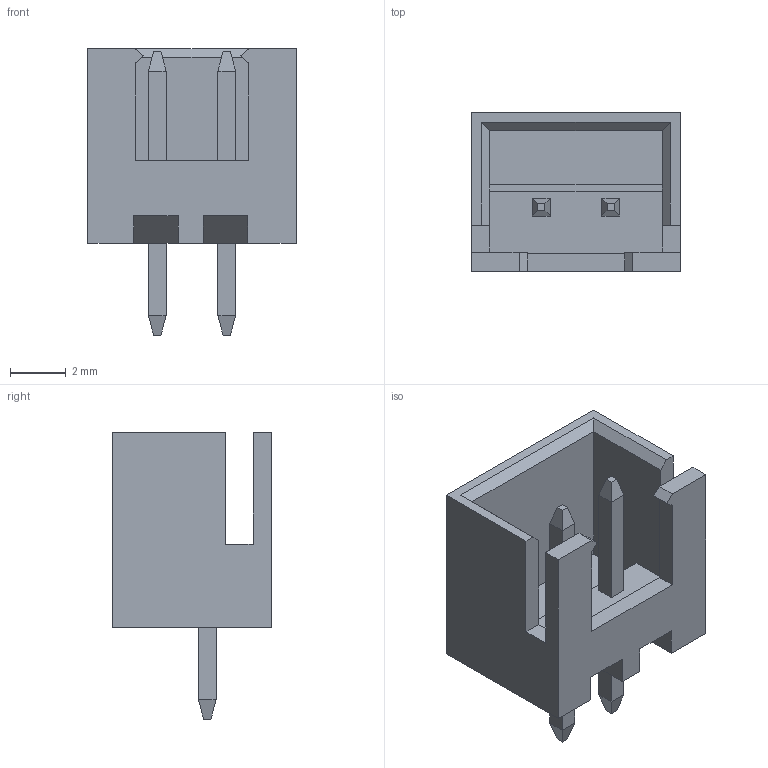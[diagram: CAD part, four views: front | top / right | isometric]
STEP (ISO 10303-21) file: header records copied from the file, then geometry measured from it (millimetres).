
FILE_DESCRIPTION (( 'STEP AP214' ), '1' );
FILE_NAME ('User Library-PW10-XX-M black.STEP', '2021-06-04T04:26:15', ( '' ), ( '' ), 'SwSTEP 2.0', 'SolidWorks 2021', '' );
FILE_SCHEMA (( 'AUTOMOTIVE_DESIGN' ));
Length unit declared in the file: millimetre
Products named in the file (1): User Library-PW10-XX-M black
Bounding box: 7.5 x 5.7 x 10.3 mm (x, y, z)
Volume: 136.2 mm3; surface area: 394.7 mm2
Topology: 1 solids, 1 shells, 79 faces, 201 edges, 128 vertices
Faces by surface type: plane 79
Entity records: 3214 total; most frequent: CARTESIAN_POINT 409, ORIENTED_EDGE 402, DIRECTION 361, LINE 201, EDGE_CURVE 201, VECTOR 201, VERTEX_POINT 128, EDGE_LOOP 83
